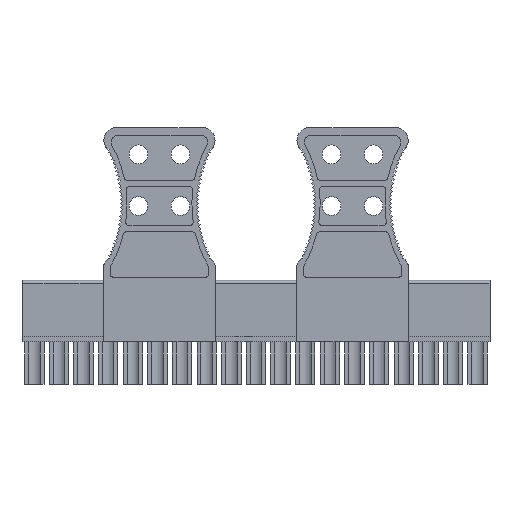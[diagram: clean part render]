
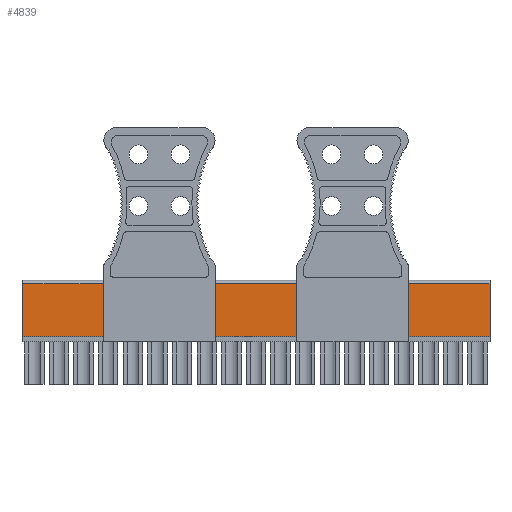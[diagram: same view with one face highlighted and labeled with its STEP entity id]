
A CAD part, front view. The second image highlights one B-rep face of the part: STEP entity #4839.
In plain terms, the highlighted planar face has unit normal (0, -1, 0).
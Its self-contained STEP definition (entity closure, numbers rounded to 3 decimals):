
#4803=AXIS2_PLACEMENT_3D('Plane Axis2P3D',#4800,#4801,#4802) ;
#4800=CARTESIAN_POINT('Axis2P3D Location',(0.,1.1,6.6)) ;
#4805=CARTESIAN_POINT('Line Origine',(72.39,1.1,11.5)) ;
#4809=CARTESIAN_POINT('Vertex',(72.39,1.1,7.4)) ;
#4811=CARTESIAN_POINT('Vertex',(72.39,1.1,15.6)) ;
#4814=CARTESIAN_POINT('Line Origine',(36.195,1.1,15.6)) ;
#4818=CARTESIAN_POINT('Vertex',(0.,1.1,15.6)) ;
#4821=CARTESIAN_POINT('Line Origine',(0.,1.1,11.5)) ;
#4825=CARTESIAN_POINT('Vertex',(0.,1.1,7.4)) ;
#4828=CARTESIAN_POINT('Line Origine',(36.195,1.1,7.4)) ;
#4801=DIRECTION('Axis2P3D Direction',(0.,1.,0.)) ;
#4802=DIRECTION('Axis2P3D XDirection',(0.,0.,1.)) ;
#4806=DIRECTION('Vector Direction',(0.,0.,1.)) ;
#4815=DIRECTION('Vector Direction',(1.,0.,0.)) ;
#4822=DIRECTION('Vector Direction',(0.,0.,1.)) ;
#4829=DIRECTION('Vector Direction',(1.,0.,0.)) ;
#4807=VECTOR('Line Direction',#4806,1.) ;
#4816=VECTOR('Line Direction',#4815,1.) ;
#4823=VECTOR('Line Direction',#4822,1.) ;
#4830=VECTOR('Line Direction',#4829,1.) ;
#4834=ORIENTED_EDGE('',*,*,#4813,.T.) ;
#4835=ORIENTED_EDGE('',*,*,#4820,.F.) ;
#4836=ORIENTED_EDGE('',*,*,#4827,.F.) ;
#4837=ORIENTED_EDGE('',*,*,#4832,.T.) ;
#4839=ADVANCED_FACE('HOUSING',(#4838),#4804,.F.) ;
#4813=EDGE_CURVE('',#4810,#4812,#4808,.T.) ;
#4820=EDGE_CURVE('',#4819,#4812,#4817,.T.) ;
#4827=EDGE_CURVE('',#4826,#4819,#4824,.T.) ;
#4832=EDGE_CURVE('',#4826,#4810,#4831,.T.) ;
#4833=EDGE_LOOP('',(#4834,#4835,#4836,#4837)) ;
#4838=FACE_OUTER_BOUND('',#4833,.T.) ;
#4808=LINE('Line',#4805,#4807) ;
#4817=LINE('Line',#4814,#4816) ;
#4824=LINE('Line',#4821,#4823) ;
#4831=LINE('Line',#4828,#4830) ;
#4804=PLANE('',#4803) ;
#4810=VERTEX_POINT('',#4809) ;
#4812=VERTEX_POINT('',#4811) ;
#4819=VERTEX_POINT('',#4818) ;
#4826=VERTEX_POINT('',#4825) ;
